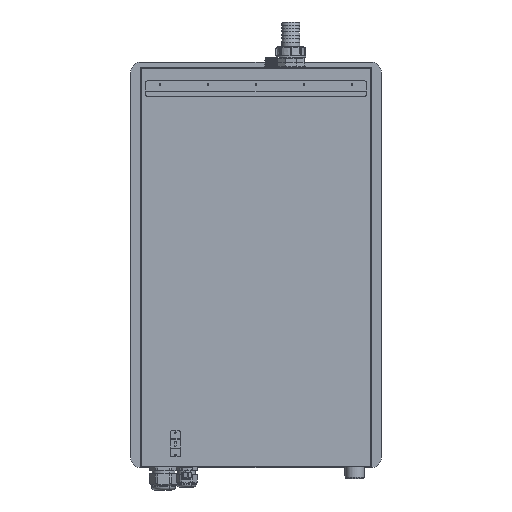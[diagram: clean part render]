
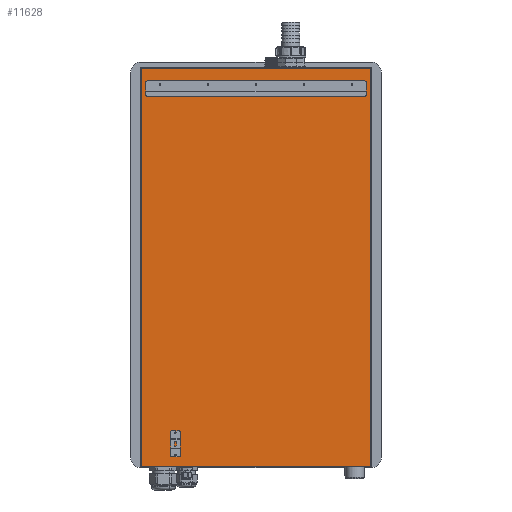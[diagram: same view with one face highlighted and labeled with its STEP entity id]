
A CAD part, left-side view. The second image highlights one B-rep face of the part: STEP entity #11628.
In plain terms, the highlighted planar face has unit normal (-1, 0, 0).
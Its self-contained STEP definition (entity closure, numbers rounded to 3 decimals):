
#670=DIRECTION('',(0.,0.,-1.));
#671=VECTOR('',#670,17.9);
#672=CARTESIAN_POINT('',(-181.5,-157.5,457.));
#673=LINE('',#672,#671);
#674=CARTESIAN_POINT('',(-181.5,-154.5,457.));
#675=DIRECTION('',(1.,0.,0.));
#676=DIRECTION('',(0.,0.,1.));
#677=AXIS2_PLACEMENT_3D('',#674,#675,#676);
#679=DIRECTION('',(0.,1.,0.));
#680=VECTOR('',#679,454.);
#681=CARTESIAN_POINT('',(-181.5,-154.5,460.));
#682=LINE('',#681,#680);
#683=CARTESIAN_POINT('',(-181.5,299.5,457.));
#684=DIRECTION('',(1.,0.,0.));
#685=DIRECTION('',(0.,1.,0.));
#686=AXIS2_PLACEMENT_3D('',#683,#684,#685);
#688=DIRECTION('',(0.,0.,-1.));
#689=VECTOR('',#688,17.9);
#690=CARTESIAN_POINT('',(-181.5,302.5,457.));
#691=LINE('',#690,#689);
#692=DIRECTION('',(0.,-1.,0.));
#693=VECTOR('',#692,460.);
#694=CARTESIAN_POINT('',(-181.5,302.5,439.1));
#695=LINE('',#694,#693);
#746=DIRECTION('',(0.,0.,-1.));
#747=VECTOR('',#746,14.9);
#748=CARTESIAN_POINT('',(-181.5,250.5,-271.65));
#749=LINE('',#748,#747);
#750=DIRECTION('',(0.,-1.,0.));
#751=VECTOR('',#750,20.);
#752=CARTESIAN_POINT('',(-181.5,250.5,-286.55));
#753=LINE('',#752,#751);
#754=DIRECTION('',(0.,0.,-1.));
#755=VECTOR('',#754,14.9);
#756=CARTESIAN_POINT('',(-181.5,230.5,-271.65));
#757=LINE('',#756,#755);
#758=CARTESIAN_POINT('',(-181.5,232.5,-271.65));
#759=DIRECTION('',(-1.,0.,0.));
#760=DIRECTION('',(0.,-1.,0.));
#761=AXIS2_PLACEMENT_3D('',#758,#759,#760);
#763=DIRECTION('',(0.,-1.,0.));
#764=VECTOR('',#763,16.);
#765=CARTESIAN_POINT('',(-181.5,248.5,-269.65));
#766=LINE('',#765,#764);
#767=CARTESIAN_POINT('',(-181.5,248.5,-271.65));
#768=DIRECTION('',(-1.,0.,0.));
#769=DIRECTION('',(0.,0.,1.));
#770=AXIS2_PLACEMENT_3D('',#767,#768,#769);
#772=DIRECTION('',(0.,0.,-1.));
#773=VECTOR('',#772,14.9);
#774=CARTESIAN_POINT('',(-181.5,250.5,-306.75));
#775=LINE('',#774,#773);
#776=CARTESIAN_POINT('',(-181.5,248.5,-321.65));
#777=DIRECTION('',(-1.,0.,0.));
#778=DIRECTION('',(0.,1.,0.));
#779=AXIS2_PLACEMENT_3D('',#776,#777,#778);
#781=DIRECTION('',(0.,-1.,0.));
#782=VECTOR('',#781,16.);
#783=CARTESIAN_POINT('',(-181.5,248.5,-323.65));
#784=LINE('',#783,#782);
#785=CARTESIAN_POINT('',(-181.5,232.5,-321.65));
#786=DIRECTION('',(-1.,0.,0.));
#787=DIRECTION('',(0.,0.,-1.));
#788=AXIS2_PLACEMENT_3D('',#785,#786,#787);
#790=DIRECTION('',(0.,0.,-1.));
#791=VECTOR('',#790,14.9);
#792=CARTESIAN_POINT('',(-181.5,230.5,-306.75));
#793=LINE('',#792,#791);
#794=DIRECTION('',(0.,-1.,0.));
#795=VECTOR('',#794,20.);
#796=CARTESIAN_POINT('',(-181.5,250.5,-306.75));
#797=LINE('',#796,#795);
#818=DIRECTION('',(0.,0.,-1.));
#819=VECTOR('',#818,830.5);
#820=CARTESIAN_POINT('',(-181.5,-166.3,486.8));
#821=LINE('',#820,#819);
#822=DIRECTION('',(0.,1.,0.));
#823=VECTOR('',#822,477.7);
#824=CARTESIAN_POINT('',(-181.5,-166.3,-343.7));
#825=LINE('',#824,#823);
#826=DIRECTION('',(0.,0.,1.));
#827=VECTOR('',#826,830.5);
#828=CARTESIAN_POINT('',(-181.5,311.4,-343.7));
#829=LINE('',#828,#827);
#830=DIRECTION('',(0.,1.,0.));
#831=VECTOR('',#830,477.7);
#832=CARTESIAN_POINT('',(-181.5,-166.3,486.8));
#833=LINE('',#832,#831);
#8499=CARTESIAN_POINT('',(-181.5,-166.3,486.8));
#8500=CARTESIAN_POINT('',(-181.5,-166.3,-343.7));
#8501=VERTEX_POINT('',#8499);
#8502=VERTEX_POINT('',#8500);
#8515=CARTESIAN_POINT('',(-181.5,311.4,-343.7));
#8516=VERTEX_POINT('',#8515);
#8523=CARTESIAN_POINT('',(-181.5,311.4,486.8));
#8524=VERTEX_POINT('',#8523);
#8659=CARTESIAN_POINT('',(-181.5,-157.5,457.));
#8660=CARTESIAN_POINT('',(-181.5,-157.5,439.1));
#8661=VERTEX_POINT('',#8659);
#8662=VERTEX_POINT('',#8660);
#8663=CARTESIAN_POINT('',(-181.5,-154.5,460.));
#8664=CARTESIAN_POINT('',(-181.5,299.5,460.));
#8665=VERTEX_POINT('',#8663);
#8666=VERTEX_POINT('',#8664);
#8667=CARTESIAN_POINT('',(-181.5,302.5,457.));
#8668=CARTESIAN_POINT('',(-181.5,302.5,439.1));
#8669=VERTEX_POINT('',#8667);
#8670=VERTEX_POINT('',#8668);
#8779=CARTESIAN_POINT('',(-181.5,250.5,-271.65));
#8780=CARTESIAN_POINT('',(-181.5,250.5,-286.55));
#8781=VERTEX_POINT('',#8779);
#8782=VERTEX_POINT('',#8780);
#8783=CARTESIAN_POINT('',(-181.5,248.5,-269.65));
#8784=CARTESIAN_POINT('',(-181.5,232.5,-269.65));
#8785=VERTEX_POINT('',#8783);
#8786=VERTEX_POINT('',#8784);
#8787=CARTESIAN_POINT('',(-181.5,230.5,-271.65));
#8788=CARTESIAN_POINT('',(-181.5,230.5,-286.55));
#8789=VERTEX_POINT('',#8787);
#8790=VERTEX_POINT('',#8788);
#8791=CARTESIAN_POINT('',(-181.5,250.5,-306.75));
#8792=CARTESIAN_POINT('',(-181.5,250.5,-321.65));
#8793=VERTEX_POINT('',#8791);
#8794=VERTEX_POINT('',#8792);
#8795=CARTESIAN_POINT('',(-181.5,230.5,-306.75));
#8796=CARTESIAN_POINT('',(-181.5,230.5,-321.65));
#8797=VERTEX_POINT('',#8795);
#8798=VERTEX_POINT('',#8796);
#8799=CARTESIAN_POINT('',(-181.5,248.5,-323.65));
#8800=CARTESIAN_POINT('',(-181.5,232.5,-323.65));
#8801=VERTEX_POINT('',#8799);
#8802=VERTEX_POINT('',#8800);
#11573=CARTESIAN_POINT('',(-181.5,312.6,488.));
#11574=DIRECTION('',(-1.,0.,0.));
#11575=DIRECTION('',(0.,0.,-1.));
#11576=AXIS2_PLACEMENT_3D('',#11573,#11574,#11575);
#11577=PLANE('',#11576);
#11579=ORIENTED_EDGE('',*,*,#11578,.T.);
#11580=ORIENTED_EDGE('',*,*,#11455,.T.);
#11581=ORIENTED_EDGE('',*,*,#11479,.T.);
#11583=ORIENTED_EDGE('',*,*,#11582,.F.);
#11584=EDGE_LOOP('',(#11579,#11580,#11581,#11583));
#11585=FACE_OUTER_BOUND('',#11584,.F.);
#11587=ORIENTED_EDGE('',*,*,#11586,.F.);
#11589=ORIENTED_EDGE('',*,*,#11588,.F.);
#11591=ORIENTED_EDGE('',*,*,#11590,.T.);
#11593=ORIENTED_EDGE('',*,*,#11592,.F.);
#11595=ORIENTED_EDGE('',*,*,#11594,.T.);
#11597=ORIENTED_EDGE('',*,*,#11596,.T.);
#11598=EDGE_LOOP('',(#11587,#11589,#11591,#11593,#11595,#11597));
#11599=FACE_BOUND('',#11598,.F.);
#11601=ORIENTED_EDGE('',*,*,#11600,.T.);
#11603=ORIENTED_EDGE('',*,*,#11602,.T.);
#11605=ORIENTED_EDGE('',*,*,#11604,.F.);
#11607=ORIENTED_EDGE('',*,*,#11606,.T.);
#11609=ORIENTED_EDGE('',*,*,#11608,.F.);
#11611=ORIENTED_EDGE('',*,*,#11610,.T.);
#11612=EDGE_LOOP('',(#11601,#11603,#11605,#11607,#11609,#11611));
#11613=FACE_BOUND('',#11612,.F.);
#11615=ORIENTED_EDGE('',*,*,#11614,.T.);
#11617=ORIENTED_EDGE('',*,*,#11616,.T.);
#11619=ORIENTED_EDGE('',*,*,#11618,.T.);
#11621=ORIENTED_EDGE('',*,*,#11620,.T.);
#11623=ORIENTED_EDGE('',*,*,#11622,.F.);
#11625=ORIENTED_EDGE('',*,*,#11624,.F.);
#11626=EDGE_LOOP('',(#11615,#11617,#11619,#11621,#11623,#11625));
#11627=FACE_BOUND('',#11626,.F.);
#678=CIRCLE('',#677,3.);
#687=CIRCLE('',#686,3.);
#762=CIRCLE('',#761,2.);
#771=CIRCLE('',#770,2.);
#780=CIRCLE('',#779,2.);
#789=CIRCLE('',#788,2.);
#11455=EDGE_CURVE('',#8502,#8516,#825,.T.);
#11479=EDGE_CURVE('',#8516,#8524,#829,.T.);
#11578=EDGE_CURVE('',#8501,#8502,#821,.T.);
#11582=EDGE_CURVE('',#8501,#8524,#833,.T.);
#11586=EDGE_CURVE('',#8661,#8662,#673,.T.);
#11588=EDGE_CURVE('',#8665,#8661,#678,.T.);
#11590=EDGE_CURVE('',#8665,#8666,#682,.T.);
#11592=EDGE_CURVE('',#8669,#8666,#687,.T.);
#11594=EDGE_CURVE('',#8669,#8670,#691,.T.);
#11596=EDGE_CURVE('',#8670,#8662,#695,.T.);
#11600=EDGE_CURVE('',#8781,#8782,#749,.T.);
#11602=EDGE_CURVE('',#8782,#8790,#753,.T.);
#11604=EDGE_CURVE('',#8789,#8790,#757,.T.);
#11606=EDGE_CURVE('',#8789,#8786,#762,.T.);
#11608=EDGE_CURVE('',#8785,#8786,#766,.T.);
#11610=EDGE_CURVE('',#8785,#8781,#771,.T.);
#11614=EDGE_CURVE('',#8793,#8794,#775,.T.);
#11616=EDGE_CURVE('',#8794,#8801,#780,.T.);
#11618=EDGE_CURVE('',#8801,#8802,#784,.T.);
#11620=EDGE_CURVE('',#8802,#8798,#789,.T.);
#11622=EDGE_CURVE('',#8797,#8798,#793,.T.);
#11624=EDGE_CURVE('',#8793,#8797,#797,.T.);
#11628=ADVANCED_FACE('',(#11585,#11599,#11613,#11627),#11577,.T.);
